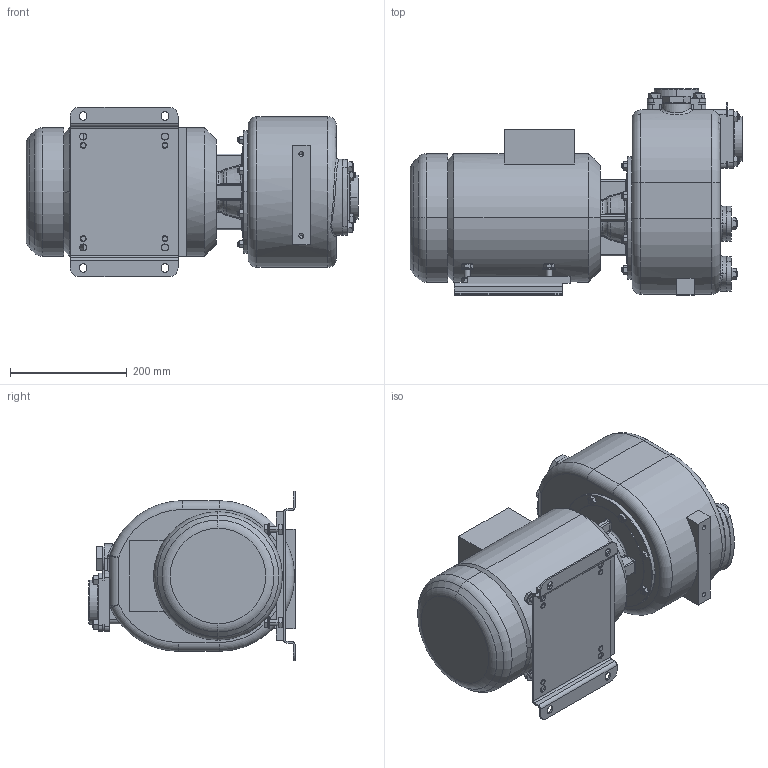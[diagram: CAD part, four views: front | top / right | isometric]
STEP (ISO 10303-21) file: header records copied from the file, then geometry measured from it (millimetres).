
FILE_DESCRIPTION((''),'2;1');
FILE_NAME('S_60_T52_SW0001','2016-06-15T',('Amenduni'),(''),'CREO PARAMETRIC BY PTC INC, 2015290','CREO PARAMETRIC BY PTC INC, 2015290','');
FILE_SCHEMA(('CONFIG_CONTROL_DESIGN'));
Products named in the file (1): S_60_T52_SW0001
Bounding box: 568.5 x 353 x 290 mm (x, y, z)
Volume: 25047737.8 mm3; surface area: 804480.1 mm2
Topology: 1 solids, 1 shells, 1132 faces, 2615 edges, 1574 vertices
Faces by surface type: plane 404, cone 354, cylinder 286, bspline 43, torus 41, extrusion 4
Entity records: 44776 total; most frequent: CARTESIAN_POINT 19853, ORIENTED_EDGE 5222, DIRECTION 5123, EDGE_CURVE 2611, AXIS2_PLACEMENT_3D 2142, VERTEX_POINT 1574, EDGE_LOOP 1265, FACE_OUTER_BOUND 1132
